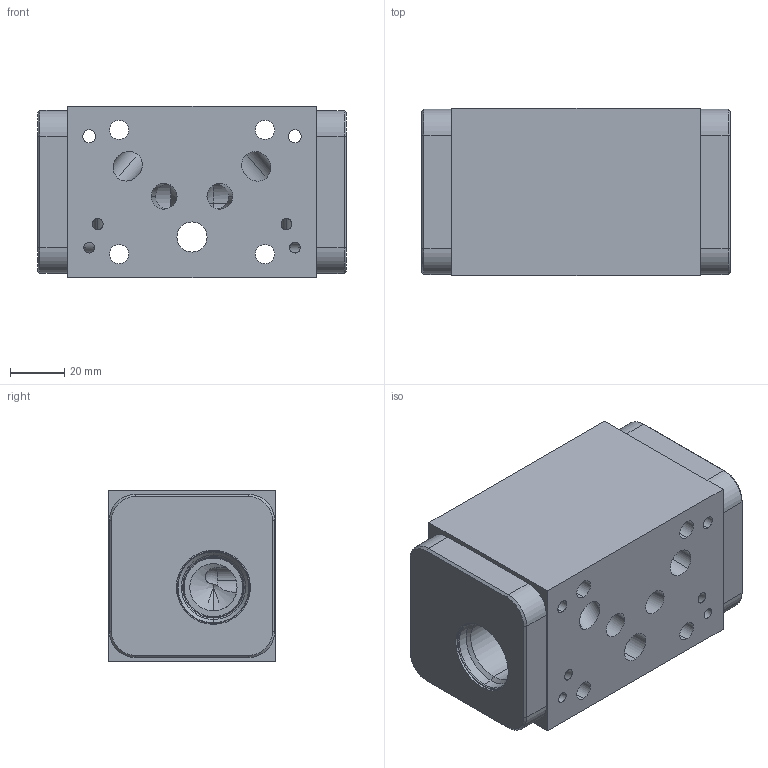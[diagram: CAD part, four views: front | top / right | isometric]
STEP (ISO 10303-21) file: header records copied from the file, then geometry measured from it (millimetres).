
FILE_DESCRIPTION((''),'2;1');
FILE_NAME('DJY_ASM','2023-10-18T',('ProEService'),(''),'PRO/ENGINEER BY PARAMETRIC TECHNOLOGY CORPORATION, 2014200','PRO/ENGINEER BY PARAMETRIC TECHNOLOGY CORPORATION, 2014200','');
FILE_SCHEMA(('CONFIG_CONTROL_DESIGN'));
Length unit declared in the file: inch
Products named in the file (2): 150-706; DJY_ASM
Assembly tree (1 placements, depth 2):
  DJY_ASM
    150-706
Bounding box: 114.3 x 61.93 x 63.5 mm (x, y, z)
Volume: 360149.4 mm3; surface area: 61282.6 mm2
Topology: 1 solids, 1 shells, 168 faces, 805 edges, 818 vertices
Faces by surface type: cylinder 86, cone 44, plane 28, sphere 6, torus 4
Entity records: 9785 total; most frequent: CARTESIAN_POINT 3751, DIRECTION 1201, ORIENTED_EDGE 858, VECTOR 539, LINE 539, EDGE_CURVE 429, TRIMMED_CURVE 372, AXIS2_PLACEMENT_3D 331
